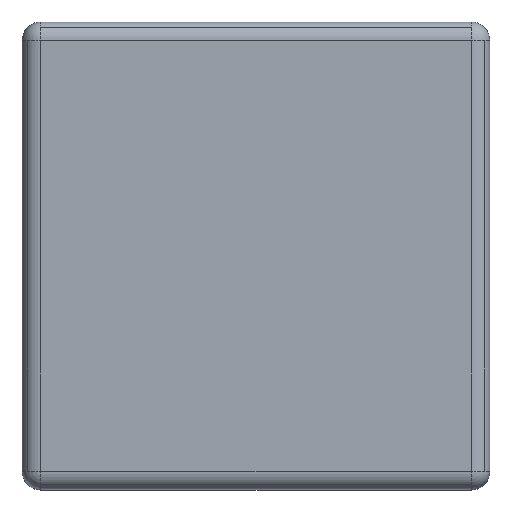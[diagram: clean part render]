
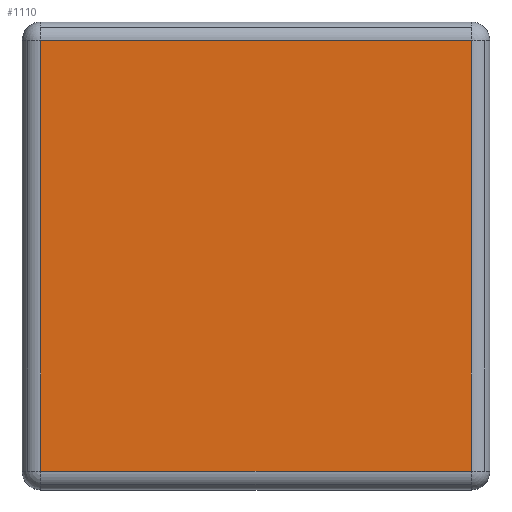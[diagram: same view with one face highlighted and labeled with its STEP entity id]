
A CAD part, top view. The second image highlights one B-rep face of the part: STEP entity #1110.
In plain terms, the highlighted planar face has unit normal (0, 0, 1).
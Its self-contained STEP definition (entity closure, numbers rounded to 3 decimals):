
#98=CARTESIAN_POINT('',(-11.7,11.7,13.2));
#99=VERTEX_POINT('',#98);
#107=CARTESIAN_POINT('',(11.7,11.7,13.2));
#108=VERTEX_POINT('',#107);
#109=CARTESIAN_POINT('',(-11.7,11.7,13.2));
#110=DIRECTION('',(1.0,0.0,0.0));
#111=VECTOR('',#110,23.4);
#112=LINE('',#109,#111);
#113=EDGE_CURVE('',#99,#108,#112,.T.);
#182=CARTESIAN_POINT('',(-11.7,-11.7,13.2));
#183=VERTEX_POINT('',#182);
#191=CARTESIAN_POINT('',(-11.7,-11.7,13.2));
#192=DIRECTION('',(0.0,1.0,0.0));
#193=VECTOR('',#192,23.4);
#194=LINE('',#191,#193);
#195=EDGE_CURVE('',#183,#99,#194,.T.);
#229=CARTESIAN_POINT('',(11.7,-11.7,13.2));
#230=VERTEX_POINT('',#229);
#231=CARTESIAN_POINT('',(11.7,11.7,13.2));
#232=DIRECTION('',(0.0,-1.0,0.0));
#233=VECTOR('',#232,23.4);
#234=LINE('',#231,#233);
#235=EDGE_CURVE('',#108,#230,#234,.T.);
#311=CARTESIAN_POINT('',(11.7,-11.7,13.2));
#312=DIRECTION('',(-1.0,0.0,0.0));
#313=VECTOR('',#312,23.4);
#314=LINE('',#311,#313);
#315=EDGE_CURVE('',#230,#183,#314,.T.);
#1099=CARTESIAN_POINT('',(0.0,0.,13.2));
#1100=DIRECTION('',(0.0,0.0,1.0));
#1101=DIRECTION('',(1.0,0.0,0.0));
#1102=AXIS2_PLACEMENT_3D('',#1099,#1100,#1101);
#1103=PLANE('',#1102);
#1104=ORIENTED_EDGE('',*,*,#315,.F.);
#1105=ORIENTED_EDGE('',*,*,#235,.F.);
#1106=ORIENTED_EDGE('',*,*,#113,.F.);
#1107=ORIENTED_EDGE('',*,*,#195,.F.);
#1108=EDGE_LOOP('',(#1104,#1105,#1106,#1107));
#1109=FACE_OUTER_BOUND('',#1108,.T.);
#1110=ADVANCED_FACE('',(#1109),#1103,.T.);
